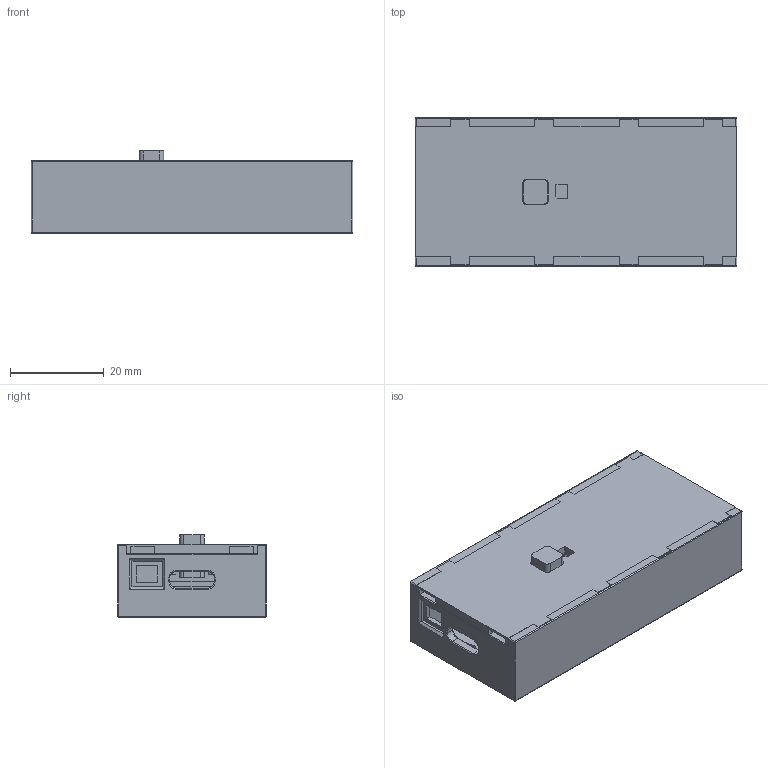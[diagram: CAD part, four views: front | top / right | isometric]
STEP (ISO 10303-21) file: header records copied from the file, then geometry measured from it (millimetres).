
FILE_DESCRIPTION (( 'STEP AP203' ), '1' );
FILE_NAME ('V3.STEP', '2025-03-30T15:11:44', ( '' ), ( '' ), 'SwSTEP 2.0', 'SolidWorks 2021', '' );
FILE_SCHEMA (( 'CONFIG_CONTROL_DESIGN' ));
Length unit declared in the file: millimetre
Products named in the file (3): base; Cover; V3
Assembly tree (2 placements, depth 2):
  V3
    base
    Cover
Bounding box: 68.5 x 31.7 x 17.5 mm (x, y, z)
Volume: 11836 mm3; surface area: 14705.9 mm2
Topology: 3 solids, 3 shells, 411 faces, 1119 edges, 686 vertices
Faces by surface type: plane 199, cylinder 166, sphere 32, torus 8, bspline 6
Entity records: 13106 total; most frequent: CARTESIAN_POINT 2267, DIRECTION 2243, ORIENTED_EDGE 2174, EDGE_CURVE 1087, AXIS2_PLACEMENT_3D 758, LINE 727, VECTOR 727, VERTEX_POINT 686
